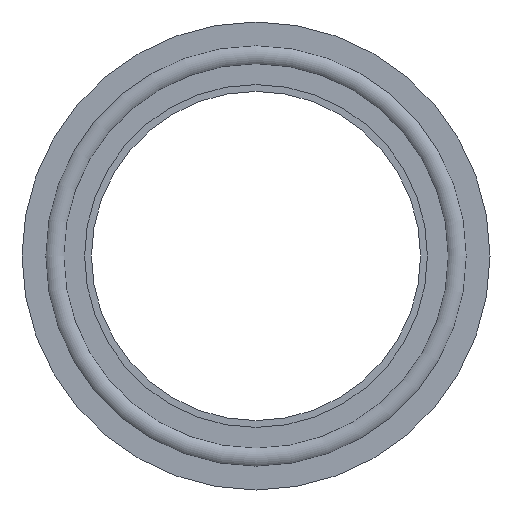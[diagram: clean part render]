
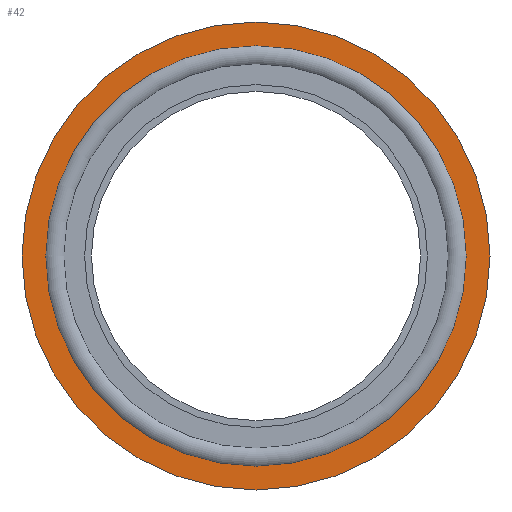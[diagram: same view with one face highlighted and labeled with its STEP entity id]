
A CAD part, left-side view. The second image highlights one B-rep face of the part: STEP entity #42.
In plain terms, the highlighted planar face has unit normal (-1, 0, 0).
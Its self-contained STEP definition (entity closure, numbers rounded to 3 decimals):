
#42 = ADVANCED_FACE( '', ( #91, #92 ), #93, .T. );
#91 = FACE_BOUND( '', #154, .T. );
#92 = FACE_OUTER_BOUND( '', #155, .T. );
#93 = PLANE( '', #156 );
#154 = EDGE_LOOP( '', ( #215 ) );
#155 = EDGE_LOOP( '', ( #216 ) );
#156 = AXIS2_PLACEMENT_3D( '', #217, #218, #219 );
#215 = ORIENTED_EDGE( '', *, *, #293, .F. );
#216 = ORIENTED_EDGE( '', *, *, #294, .T. );
#217 = CARTESIAN_POINT( '', ( 2.007, 45.077, 0. ) );
#218 = DIRECTION( '', ( -1., 0., 0. ) );
#219 = DIRECTION( '', ( 0., 1., 0. ) );
#293 = EDGE_CURVE( '', #325, #325, #326, .T. );
#294 = EDGE_CURVE( '', #327, #327, #328, .T. );
#325 = VERTEX_POINT( '', #367 );
#326 = CIRCLE( '', #368, 42.656 );
#327 = VERTEX_POINT( '', #369 );
#328 = CIRCLE( '', #370, 47.498 );
#367 = CARTESIAN_POINT( '', ( 2.007, 42.656, 0. ) );
#368 = AXIS2_PLACEMENT_3D( '', #410, #411, #412 );
#369 = CARTESIAN_POINT( '', ( 2.007, 47.498, 0. ) );
#370 = AXIS2_PLACEMENT_3D( '', #413, #414, #415 );
#410 = CARTESIAN_POINT( '', ( 2.007, 0., 0. ) );
#411 = DIRECTION( '', ( -1., 0., 0. ) );
#412 = DIRECTION( '', ( 0., 1., 0. ) );
#413 = CARTESIAN_POINT( '', ( 2.007, 0., 0. ) );
#414 = DIRECTION( '', ( -1., 0., 0. ) );
#415 = DIRECTION( '', ( 0., 1., 0. ) );
